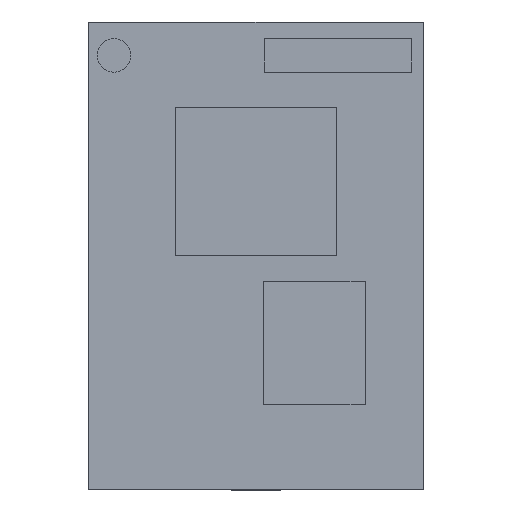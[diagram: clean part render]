
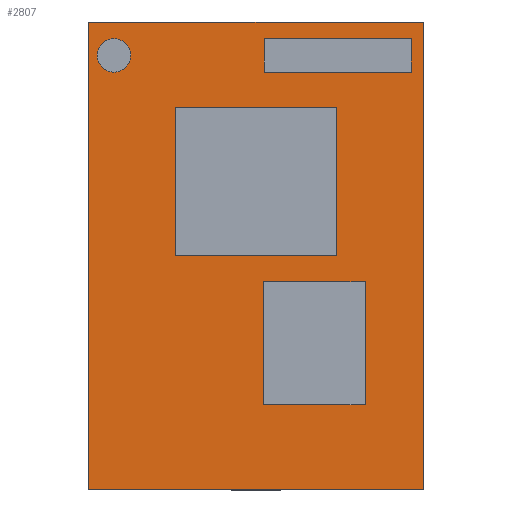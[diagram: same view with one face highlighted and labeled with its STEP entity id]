
A CAD part, top view. The second image highlights one B-rep face of the part: STEP entity #2807.
In plain terms, the highlighted planar face has unit normal (0, 0, 1).
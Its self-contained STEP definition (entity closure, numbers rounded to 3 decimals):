
#24 = LINE ( 'NONE', #11956, #2373 ) ;
#40 = EDGE_CURVE ( 'NONE', #9347, #9015, #5775, .T. ) ;
#155 = CARTESIAN_POINT ( 'NONE',  ( 4.65, 0., 0.55 ) ) ;
#323 = VERTEX_POINT ( 'NONE', #5841 ) ;
#334 = CARTESIAN_POINT ( 'NONE',  ( 0., 4.45, 0.55 ) ) ;
#383 = EDGE_LOOP ( 'NONE', ( #7210, #12454 ) ) ;
#643 = CARTESIAN_POINT ( 'NONE',  ( 0., -0.77, 0.55 ) ) ;
#657 = VECTOR ( 'NONE', #10171, 1000. ) ;
#786 = ORIENTED_EDGE ( 'NONE', *, *, #1533, .T. ) ;
#816 = VERTEX_POINT ( 'NONE', #1891 ) ;
#879 = LINE ( 'NONE', #3804, #7412 ) ;
#945 = DIRECTION ( 'NONE',  ( 0., 1., 0. ) ) ;
#1164 = EDGE_CURVE ( 'NONE', #7427, #2765, #1665, .T. ) ;
#1412 = VERTEX_POINT ( 'NONE', #1855 ) ;
#1488 = ORIENTED_EDGE ( 'NONE', *, *, #7005, .T. ) ;
#1533 = EDGE_CURVE ( 'NONE', #2765, #8465, #5931, .T. ) ;
#1571 = CARTESIAN_POINT ( 'NONE',  ( -5., -7., 0.55 ) ) ;
#1599 = VECTOR ( 'NONE', #10407, 1000. ) ;
#1601 = VERTEX_POINT ( 'NONE', #9115 ) ;
#1665 = LINE ( 'NONE', #334, #657 ) ;
#1827 = EDGE_LOOP ( 'NONE', ( #11689, #786, #10346, #11607 ) ) ;
#1855 = CARTESIAN_POINT ( 'NONE',  ( 5., 7., 0.55 ) ) ;
#1891 = CARTESIAN_POINT ( 'NONE',  ( 0.215, -4.45, 0.55 ) ) ;
#2088 = VERTEX_POINT ( 'NONE', #8586 ) ;
#2159 = CARTESIAN_POINT ( 'NONE',  ( 0., 0.01, 0.55 ) ) ;
#2170 = EDGE_CURVE ( 'NONE', #1601, #816, #7507, .T. ) ;
#2373 = VECTOR ( 'NONE', #3974, 1000. ) ;
#2445 = CARTESIAN_POINT ( 'NONE',  ( -4.75, 6., 0.55 ) ) ;
#2612 = CARTESIAN_POINT ( 'NONE',  ( 5., 7., 0.55 ) ) ;
#2665 = VERTEX_POINT ( 'NONE', #4000 ) ;
#2765 = VERTEX_POINT ( 'NONE', #2951 ) ;
#2807 = ADVANCED_FACE ( 'NONE', ( #3222, #5218, #7168, #3478, #8239 ), #8177, .T. ) ;
#2874 = EDGE_CURVE ( 'NONE', #9737, #7427, #11129, .T. ) ;
#2924 = CARTESIAN_POINT ( 'NONE',  ( -5., 7., 0.55 ) ) ;
#2951 = CARTESIAN_POINT ( 'NONE',  ( 2.415, 4.45, 0.55 ) ) ;
#2969 = ORIENTED_EDGE ( 'NONE', *, *, #11083, .T. ) ;
#3222 = FACE_OUTER_BOUND ( 'NONE', #4466, .T. ) ;
#3256 = CARTESIAN_POINT ( 'NONE',  ( 0.25, 6.5, 0.55 ) ) ;
#3281 = DIRECTION ( 'NONE',  ( -1., 0., 0. ) ) ;
#3478 = FACE_BOUND ( 'NONE', #6303, .T. ) ;
#3623 = LINE ( 'NONE', #643, #11687 ) ;
#3804 = CARTESIAN_POINT ( 'NONE',  ( 0.25, 0., 0.55 ) ) ;
#3924 = EDGE_CURVE ( 'NONE', #6222, #7339, #24, .T. ) ;
#3974 = DIRECTION ( 'NONE',  ( -1., 0., 0. ) ) ;
#4000 = CARTESIAN_POINT ( 'NONE',  ( 4.65, 6.5, 0.55 ) ) ;
#4114 = DIRECTION ( 'NONE',  ( 0., -1., 0. ) ) ;
#4122 = CARTESIAN_POINT ( 'NONE',  ( -3.75, 6., 0.55 ) ) ;
#4133 = CARTESIAN_POINT ( 'NONE',  ( 2.415, 0.01, 0.55 ) ) ;
#4150 = AXIS2_PLACEMENT_3D ( 'NONE', #5340, #7538, #7411 ) ;
#4250 = EDGE_CURVE ( 'NONE', #7339, #7319, #5324, .T. ) ;
#4293 = VECTOR ( 'NONE', #4735, 1000. ) ;
#4466 = EDGE_LOOP ( 'NONE', ( #5726, #5570, #9564, #10229 ) ) ;
#4586 = DIRECTION ( 'NONE',  ( -1., 0., 0. ) ) ;
#4735 = DIRECTION ( 'NONE',  ( 1., 0., 0. ) ) ;
#4781 = EDGE_CURVE ( 'NONE', #12452, #1601, #8976, .T. ) ;
#4909 = CIRCLE ( 'NONE', #11078, 0.5 ) ;
#5009 = DIRECTION ( 'NONE',  ( 0., 1., 0. ) ) ;
#5218 = FACE_BOUND ( 'NONE', #383, .T. ) ;
#5252 = CARTESIAN_POINT ( 'NONE',  ( 0., -4.45, 0.55 ) ) ;
#5282 = CARTESIAN_POINT ( 'NONE',  ( 0., 0., 0.55 ) ) ;
#5324 = LINE ( 'NONE', #1571, #7730 ) ;
#5340 = CARTESIAN_POINT ( 'NONE',  ( -4.25, 6., 0.55 ) ) ;
#5533 = LINE ( 'NONE', #11341, #1599 ) ;
#5557 = ORIENTED_EDGE ( 'NONE', *, *, #7241, .T. ) ;
#5570 = ORIENTED_EDGE ( 'NONE', *, *, #9089, .F. ) ;
#5575 = CARTESIAN_POINT ( 'NONE',  ( 5., -7., 0.55 ) ) ;
#5726 = ORIENTED_EDGE ( 'NONE', *, *, #6216, .F. ) ;
#5775 = CIRCLE ( 'NONE', #4150, 0.5 ) ;
#5841 = CARTESIAN_POINT ( 'NONE',  ( 0.25, 5.5, 0.55 ) ) ;
#5931 = LINE ( 'NONE', #10877, #11395 ) ;
#5960 = VECTOR ( 'NONE', #3281, 1000. ) ;
#6001 = LINE ( 'NONE', #8010, #5960 ) ;
#6104 = DIRECTION ( 'NONE',  ( -1., 0., 0. ) ) ;
#6216 = EDGE_CURVE ( 'NONE', #1412, #6222, #9290, .T. ) ;
#6222 = VERTEX_POINT ( 'NONE', #5575 ) ;
#6303 = EDGE_LOOP ( 'NONE', ( #7649, #11937, #8555, #1488 ) ) ;
#6318 = DIRECTION ( 'NONE',  ( 1., 0., 0. ) ) ;
#6407 = VERTEX_POINT ( 'NONE', #3256 ) ;
#6440 = EDGE_CURVE ( 'NONE', #8465, #9737, #9864, .T. ) ;
#6562 = DIRECTION ( 'NONE',  ( 0., -1., 0. ) ) ;
#6894 = LINE ( 'NONE', #155, #7212 ) ;
#7005 = EDGE_CURVE ( 'NONE', #816, #9642, #8057, .T. ) ;
#7168 = FACE_BOUND ( 'NONE', #8372, .T. ) ;
#7210 = ORIENTED_EDGE ( 'NONE', *, *, #10666, .T. ) ;
#7212 = VECTOR ( 'NONE', #4114, 1000. ) ;
#7241 = EDGE_CURVE ( 'NONE', #6407, #2665, #11633, .T. ) ;
#7276 = DIRECTION ( 'NONE',  ( 0., 1., 0. ) ) ;
#7319 = VERTEX_POINT ( 'NONE', #2924 ) ;
#7339 = VERTEX_POINT ( 'NONE', #11753 ) ;
#7411 = DIRECTION ( 'NONE',  ( -1., 0., 0. ) ) ;
#7412 = VECTOR ( 'NONE', #945, 1000. ) ;
#7427 = VERTEX_POINT ( 'NONE', #9868 ) ;
#7507 = LINE ( 'NONE', #5252, #11804 ) ;
#7538 = DIRECTION ( 'NONE',  ( 0., 0., -1. ) ) ;
#7625 = DIRECTION ( 'NONE',  ( 1., 0., 0. ) ) ;
#7649 = ORIENTED_EDGE ( 'NONE', *, *, #8102, .T. ) ;
#7730 = VECTOR ( 'NONE', #7276, 1000. ) ;
#7983 = VECTOR ( 'NONE', #6104, 1000. ) ;
#7995 = CARTESIAN_POINT ( 'NONE',  ( 0.215, 0., 0.55 ) ) ;
#8010 = CARTESIAN_POINT ( 'NONE',  ( 0., 5.5, 0.55 ) ) ;
#8057 = LINE ( 'NONE', #7995, #11274 ) ;
#8102 = EDGE_CURVE ( 'NONE', #9642, #12452, #3623, .T. ) ;
#8177 = PLANE ( 'NONE',  #10574 ) ;
#8239 = FACE_BOUND ( 'NONE', #1827, .T. ) ;
#8252 = DIRECTION ( 'NONE',  ( 0., 0., -1. ) ) ;
#8372 = EDGE_LOOP ( 'NONE', ( #2969, #9987, #9719, #5557 ) ) ;
#8465 = VERTEX_POINT ( 'NONE', #4133 ) ;
#8555 = ORIENTED_EDGE ( 'NONE', *, *, #2170, .T. ) ;
#8586 = CARTESIAN_POINT ( 'NONE',  ( 4.65, 5.5, 0.55 ) ) ;
#8746 = DIRECTION ( 'NONE',  ( 0., -1., 0. ) ) ;
#8850 = CARTESIAN_POINT ( 'NONE',  ( 0.215, -0.77, 0.55 ) ) ;
#8976 = LINE ( 'NONE', #9861, #12041 ) ;
#9015 = VERTEX_POINT ( 'NONE', #2445 ) ;
#9089 = EDGE_CURVE ( 'NONE', #7319, #1412, #5533, .T. ) ;
#9115 = CARTESIAN_POINT ( 'NONE',  ( 3.265, -4.45, 0.55 ) ) ;
#9290 = LINE ( 'NONE', #2612, #12481 ) ;
#9327 = VECTOR ( 'NONE', #10015, 1000. ) ;
#9347 = VERTEX_POINT ( 'NONE', #4122 ) ;
#9564 = ORIENTED_EDGE ( 'NONE', *, *, #4250, .F. ) ;
#9642 = VERTEX_POINT ( 'NONE', #8850 ) ;
#9719 = ORIENTED_EDGE ( 'NONE', *, *, #10755, .T. ) ;
#9737 = VERTEX_POINT ( 'NONE', #11255 ) ;
#9861 = CARTESIAN_POINT ( 'NONE',  ( 3.265, 0., 0.55 ) ) ;
#9864 = LINE ( 'NONE', #2159, #7983 ) ;
#9868 = CARTESIAN_POINT ( 'NONE',  ( -2.415, 4.45, 0.55 ) ) ;
#9987 = ORIENTED_EDGE ( 'NONE', *, *, #10842, .T. ) ;
#10007 = CARTESIAN_POINT ( 'NONE',  ( 3.265, -0.77, 0.55 ) ) ;
#10015 = DIRECTION ( 'NONE',  ( 0., 1., 0. ) ) ;
#10171 = DIRECTION ( 'NONE',  ( 1., 0., 0. ) ) ;
#10229 = ORIENTED_EDGE ( 'NONE', *, *, #3924, .F. ) ;
#10234 = DIRECTION ( 'NONE',  ( -1., 0., 0. ) ) ;
#10346 = ORIENTED_EDGE ( 'NONE', *, *, #6440, .T. ) ;
#10407 = DIRECTION ( 'NONE',  ( 1., 0., 0. ) ) ;
#10574 = AXIS2_PLACEMENT_3D ( 'NONE', #5282, #12167, #6318 ) ;
#10666 = EDGE_CURVE ( 'NONE', #9015, #9347, #4909, .T. ) ;
#10755 = EDGE_CURVE ( 'NONE', #323, #6407, #879, .T. ) ;
#10791 = CARTESIAN_POINT ( 'NONE',  ( 0., 6.5, 0.55 ) ) ;
#10842 = EDGE_CURVE ( 'NONE', #2088, #323, #6001, .T. ) ;
#10877 = CARTESIAN_POINT ( 'NONE',  ( 2.415, 0., 0.55 ) ) ;
#11074 = CARTESIAN_POINT ( 'NONE',  ( -2.415, 0., 0.55 ) ) ;
#11078 = AXIS2_PLACEMENT_3D ( 'NONE', #12440, #8252, #4586 ) ;
#11083 = EDGE_CURVE ( 'NONE', #2665, #2088, #6894, .T. ) ;
#11129 = LINE ( 'NONE', #11074, #9327 ) ;
#11255 = CARTESIAN_POINT ( 'NONE',  ( -2.415, 0.01, 0.55 ) ) ;
#11274 = VECTOR ( 'NONE', #5009, 1000. ) ;
#11341 = CARTESIAN_POINT ( 'NONE',  ( -4.5, 7., 0.55 ) ) ;
#11395 = VECTOR ( 'NONE', #8746, 1000. ) ;
#11607 = ORIENTED_EDGE ( 'NONE', *, *, #2874, .T. ) ;
#11633 = LINE ( 'NONE', #10791, #4293 ) ;
#11687 = VECTOR ( 'NONE', #7625, 1000. ) ;
#11689 = ORIENTED_EDGE ( 'NONE', *, *, #1164, .T. ) ;
#11753 = CARTESIAN_POINT ( 'NONE',  ( -5., -7., 0.55 ) ) ;
#11804 = VECTOR ( 'NONE', #10234, 1000. ) ;
#11937 = ORIENTED_EDGE ( 'NONE', *, *, #4781, .T. ) ;
#11941 = DIRECTION ( 'NONE',  ( 0., -1., 0. ) ) ;
#11956 = CARTESIAN_POINT ( 'NONE',  ( 4.5, -7., 0.55 ) ) ;
#12041 = VECTOR ( 'NONE', #11941, 1000. ) ;
#12167 = DIRECTION ( 'NONE',  ( 0., 0., 1. ) ) ;
#12440 = CARTESIAN_POINT ( 'NONE',  ( -4.25, 6., 0.55 ) ) ;
#12452 = VERTEX_POINT ( 'NONE', #10007 ) ;
#12454 = ORIENTED_EDGE ( 'NONE', *, *, #40, .T. ) ;
#12481 = VECTOR ( 'NONE', #6562, 1000. ) ;
